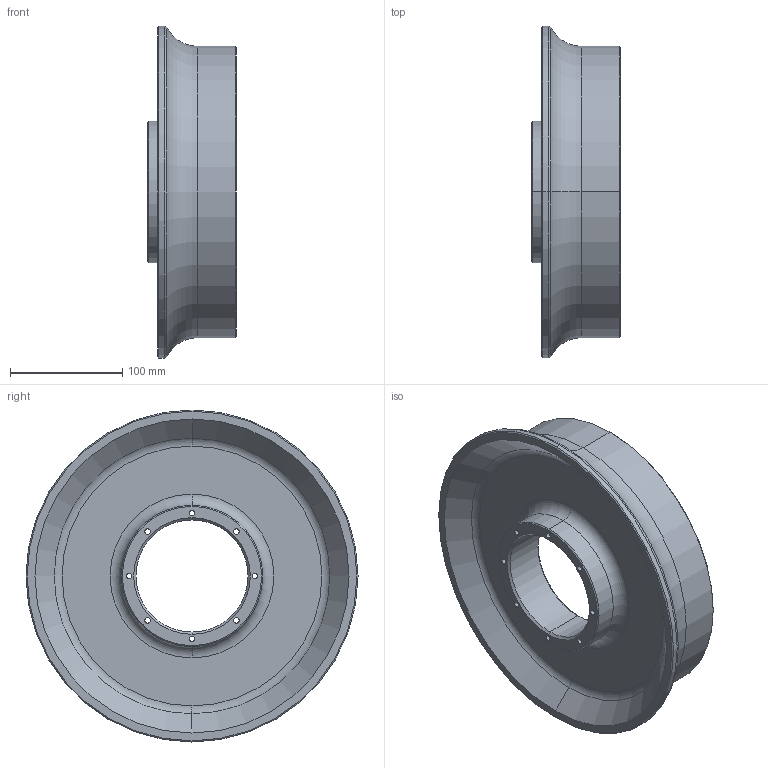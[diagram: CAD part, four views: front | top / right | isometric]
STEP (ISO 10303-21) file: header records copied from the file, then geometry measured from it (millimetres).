
FILE_DESCRIPTION (( 'STEP AP214' ), '1' );
FILE_NAME ('Ko³o toczne E2.STEP', '2017-08-29T13:29:06', ( '' ), ( '' ), 'SwSTEP 2.0', 'SolidWorks 2017', '' );
FILE_SCHEMA (( 'AUTOMOTIVE_DESIGN' ));
Length unit declared in the file: millimetre
Products named in the file (1): Ko這 toczne E2
Bounding box: 79 x 296 x 296 mm (x, y, z)
Volume: 1176925.7 mm3; surface area: 221886.6 mm2
Topology: 1 solids, 1 shells, 53 faces, 122 edges, 74 vertices
Faces by surface type: cylinder 24, cone 16, torus 8, plane 5
Entity records: 1592 total; most frequent: DIRECTION 312, CARTESIAN_POINT 250, ORIENTED_EDGE 244, AXIS2_PLACEMENT_3D 136, EDGE_CURVE 122, CIRCLE 82, EDGE_LOOP 74, VERTEX_POINT 74
